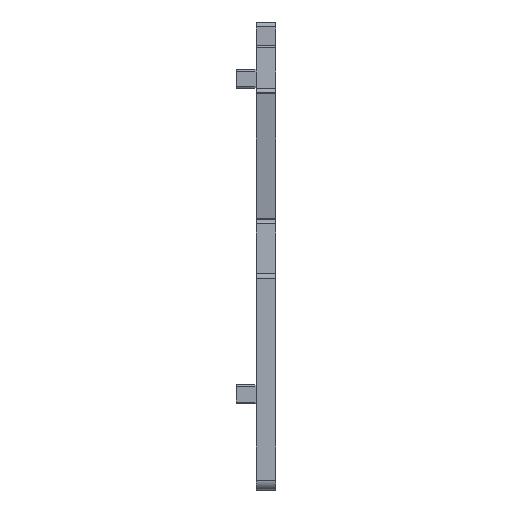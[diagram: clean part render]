
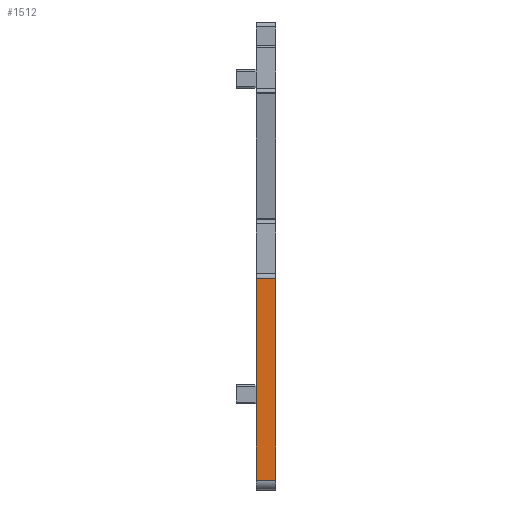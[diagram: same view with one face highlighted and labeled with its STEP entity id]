
A CAD part, front view. The second image highlights one B-rep face of the part: STEP entity #1512.
In plain terms, the highlighted planar face has unit normal (0, -1, 0).
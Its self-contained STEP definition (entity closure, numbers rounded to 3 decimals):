
#1499=AXIS2_PLACEMENT_3D('Plane Axis2P3D',#1496,#1497,#1498) ;
#231=CARTESIAN_POINT('Vertex',(2.,0.,1.)) ;
#234=CARTESIAN_POINT('Line Origine',(2.,0.,11.231)) ;
#238=CARTESIAN_POINT('Vertex',(2.,0.,21.463)) ;
#968=CARTESIAN_POINT('Vertex',(4.,0.,21.463)) ;
#971=CARTESIAN_POINT('Line Origine',(4.,0.,11.231)) ;
#975=CARTESIAN_POINT('Vertex',(4.,0.,1.)) ;
#1483=CARTESIAN_POINT('Line Origine',(3.,0.,1.)) ;
#1496=CARTESIAN_POINT('Axis2P3D Location',(2.,0.,1.)) ;
#1501=CARTESIAN_POINT('Line Origine',(3.,0.,21.463)) ;
#235=DIRECTION('Vector Direction',(0.,0.,1.)) ;
#972=DIRECTION('Vector Direction',(0.,0.,-1.)) ;
#1484=DIRECTION('Vector Direction',(1.,0.,0.)) ;
#1497=DIRECTION('Axis2P3D Direction',(0.,1.,0.)) ;
#1498=DIRECTION('Axis2P3D XDirection',(0.,0.,1.)) ;
#1502=DIRECTION('Vector Direction',(1.,0.,0.)) ;
#236=VECTOR('Line Direction',#235,1.) ;
#973=VECTOR('Line Direction',#972,1.) ;
#1485=VECTOR('Line Direction',#1484,1.) ;
#1503=VECTOR('Line Direction',#1502,1.) ;
#1507=ORIENTED_EDGE('',*,*,#240,.F.) ;
#1508=ORIENTED_EDGE('',*,*,#1487,.F.) ;
#1509=ORIENTED_EDGE('',*,*,#977,.F.) ;
#1510=ORIENTED_EDGE('',*,*,#1505,.F.) ;
#1512=ADVANCED_FACE('K\X2\00F6\X0\rper.3',(#1511),#1500,.F.) ;
#240=EDGE_CURVE('',#232,#239,#237,.T.) ;
#977=EDGE_CURVE('',#969,#976,#974,.T.) ;
#1487=EDGE_CURVE('',#976,#232,#1486,.F.) ;
#1505=EDGE_CURVE('',#239,#969,#1504,.T.) ;
#1506=EDGE_LOOP('',(#1507,#1508,#1509,#1510)) ;
#1511=FACE_OUTER_BOUND('',#1506,.T.) ;
#237=LINE('Line',#234,#236) ;
#974=LINE('Line',#971,#973) ;
#1486=LINE('Line',#1483,#1485) ;
#1504=LINE('Line',#1501,#1503) ;
#1500=PLANE('',#1499) ;
#232=VERTEX_POINT('',#231) ;
#239=VERTEX_POINT('',#238) ;
#969=VERTEX_POINT('',#968) ;
#976=VERTEX_POINT('',#975) ;
